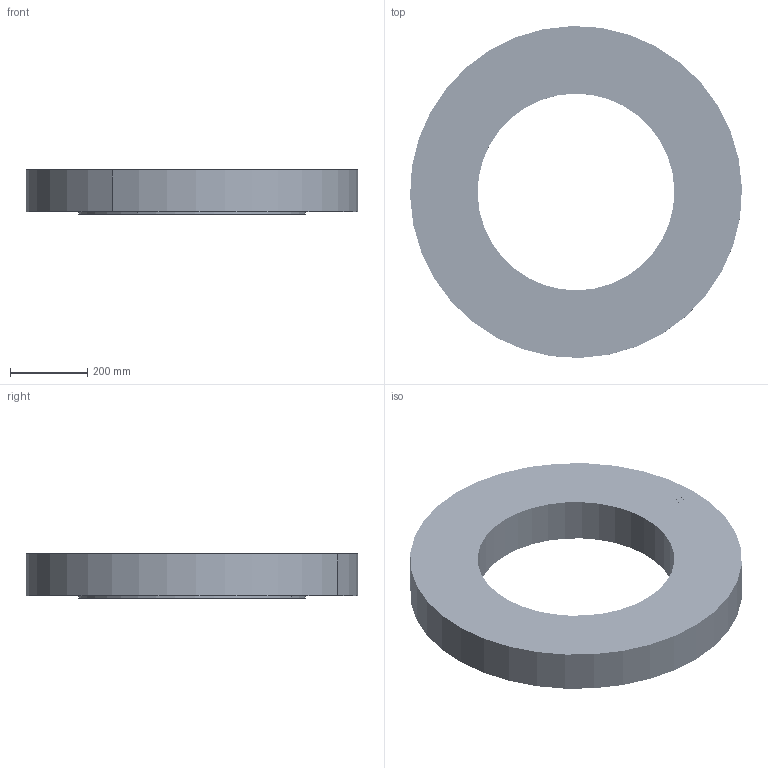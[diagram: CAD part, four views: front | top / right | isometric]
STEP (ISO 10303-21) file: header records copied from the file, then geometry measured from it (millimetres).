
FILE_DESCRIPTION(('3D STEP'),'2;1');
FILE_NAME('20-900-FB-RF-STUDOUT-FLANGE.stp','2013-11-25T00:34:41+00:00',('Texas Flange'),(''),'CATIA Version 5 Release 20 SP 6 (IN-10)','CATIA V5 STEP AP214','800-826-3801');
FILE_SCHEMA(('AUTOMOTIVE_DESIGN { 1 0 10303 214 1 1 1 1 }'));
Products named in the file (1): 20-900-FB-RF-STUDOUT-FLANGE
Bounding box: 857.01 x 857.01 x 114.3 mm (x, y, z)
Volume: 37548307 mm3; surface area: 1564032.1 mm2
Topology: 1 solids, 1 shells, 2714 faces, 7982 edges, 5268 vertices
Faces by surface type: bspline 1420, cylinder 786, plane 368, cone 100, revolution 40
Entity records: 157934 total; most frequent: CARTESIAN_POINT 102240, ORIENTED_EDGE 15884, EDGE_CURVE 7942, B_SPLINE_CURVE_WITH_KNOTS 5760, VERTEX_POINT 5268, DIRECTION 3136, EDGE_LOOP 2754, ADVANCED_FACE 2714
